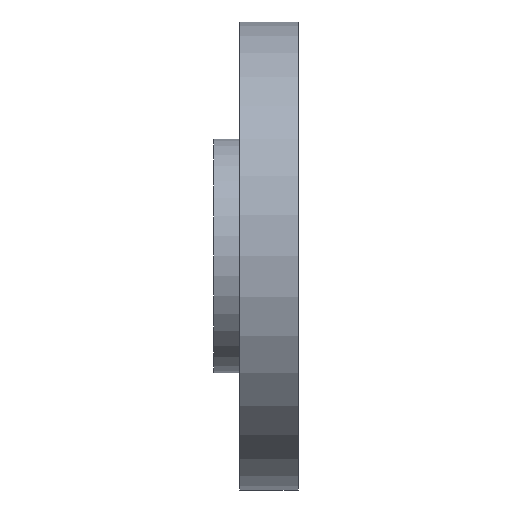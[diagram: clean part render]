
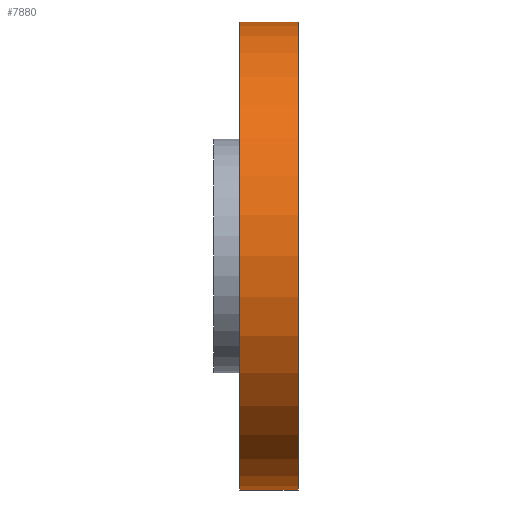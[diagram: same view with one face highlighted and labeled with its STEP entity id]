
A CAD part, left-side view. The second image highlights one B-rep face of the part: STEP entity #7880.
In plain terms, the highlighted cylindrical face has radius 12.696 mm (diameter 25.392 mm), a partial arc.
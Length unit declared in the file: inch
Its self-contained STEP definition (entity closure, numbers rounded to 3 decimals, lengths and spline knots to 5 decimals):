
#595 = VECTOR ( 'NONE', #12897, 39.37008 ) ;
#601 = EDGE_CURVE ( 'NONE', #11211, #8600, #6357, .T. ) ;
#604 = DIRECTION ( 'NONE',  ( 0., 1., 0. ) ) ;
#910 = DIRECTION ( 'NONE',  ( 0., -1., 0. ) ) ;
#959 = FACE_OUTER_BOUND ( 'NONE', #6393, .T. ) ;
#1375 = CARTESIAN_POINT ( 'NONE',  ( 0., 0.125, 0. ) ) ;
#1607 = DIRECTION ( 'NONE',  ( 0., 0., 1. ) ) ;
#2396 = DIRECTION ( 'NONE',  ( 0., 0., -1. ) ) ;
#3506 = ORIENTED_EDGE ( 'NONE', *, *, #601, .F. ) ;
#4109 = CARTESIAN_POINT ( 'NONE',  ( 0., 0.125, 0.49985 ) ) ;
#4130 = ORIENTED_EDGE ( 'NONE', *, *, #4726, .T. ) ;
#4200 = DIRECTION ( 'NONE',  ( 0., -1., 0. ) ) ;
#4600 = CARTESIAN_POINT ( 'NONE',  ( 0., 0., -0.49985 ) ) ;
#4720 = VERTEX_POINT ( 'NONE', #4600 ) ;
#4726 = EDGE_CURVE ( 'NONE', #4720, #8600, #6740, .T. ) ;
#4776 = CARTESIAN_POINT ( 'NONE',  ( 0., 0., 0. ) ) ;
#4825 = CARTESIAN_POINT ( 'NONE',  ( 0., 0., 0.49985 ) ) ;
#5262 = VERTEX_POINT ( 'NONE', #5671 ) ;
#5526 = CARTESIAN_POINT ( 'NONE',  ( 0., 0.125, 0.49985 ) ) ;
#5654 = VECTOR ( 'NONE', #910, 39.37008 ) ;
#5671 = CARTESIAN_POINT ( 'NONE',  ( 0., 0.125, -0.49985 ) ) ;
#6003 = EDGE_CURVE ( 'NONE', #5262, #11211, #11740, .T. ) ;
#6323 = CARTESIAN_POINT ( 'NONE',  ( 0., 0.125, -0.49985 ) ) ;
#6357 = LINE ( 'NONE', #5526, #595 ) ;
#6393 = EDGE_LOOP ( 'NONE', ( #3506, #13202, #8980, #4130 ) ) ;
#6445 = CARTESIAN_POINT ( 'NONE',  ( 0., 0.125, 0. ) ) ;
#6679 = AXIS2_PLACEMENT_3D ( 'NONE', #4776, #604, #1607 ) ;
#6740 = CIRCLE ( 'NONE', #6679, 0.49985 ) ;
#6862 = CYLINDRICAL_SURFACE ( 'NONE', #7947, 0.49985 ) ;
#7639 = AXIS2_PLACEMENT_3D ( 'NONE', #1375, #8684, #10769 ) ;
#7880 = ADVANCED_FACE ( 'NONE', ( #959 ), #6862, .T. ) ;
#7947 = AXIS2_PLACEMENT_3D ( 'NONE', #6445, #4200, #2396 ) ;
#8415 = LINE ( 'NONE', #6323, #5654 ) ;
#8600 = VERTEX_POINT ( 'NONE', #4825 ) ;
#8684 = DIRECTION ( 'NONE',  ( 0., 1., 0. ) ) ;
#8980 = ORIENTED_EDGE ( 'NONE', *, *, #10478, .T. ) ;
#10478 = EDGE_CURVE ( 'NONE', #5262, #4720, #8415, .T. ) ;
#10769 = DIRECTION ( 'NONE',  ( 0., 0., 1. ) ) ;
#11211 = VERTEX_POINT ( 'NONE', #4109 ) ;
#11740 = CIRCLE ( 'NONE', #7639, 0.49985 ) ;
#12897 = DIRECTION ( 'NONE',  ( 0., -1., 0. ) ) ;
#13202 = ORIENTED_EDGE ( 'NONE', *, *, #6003, .F. ) ;
